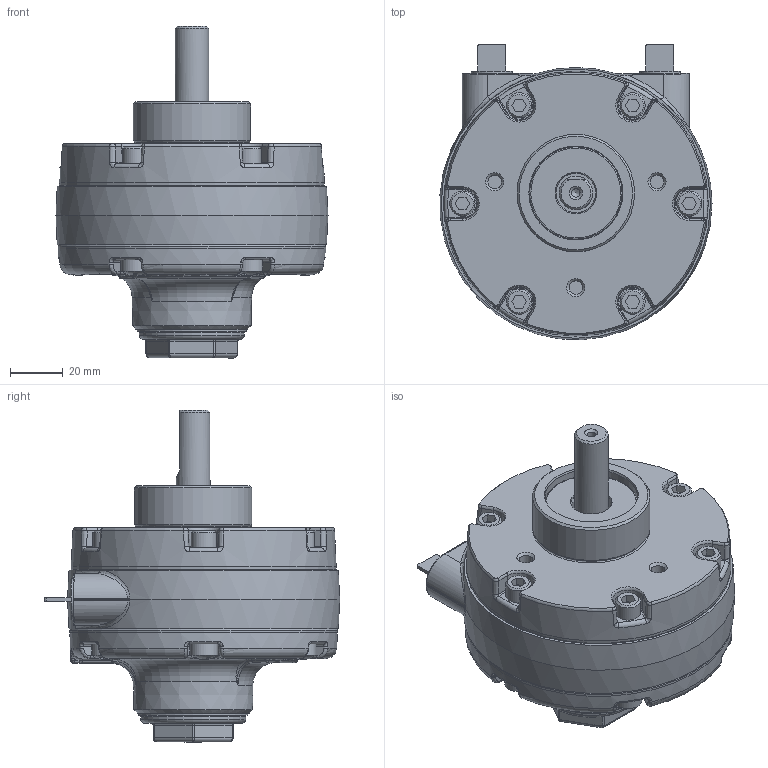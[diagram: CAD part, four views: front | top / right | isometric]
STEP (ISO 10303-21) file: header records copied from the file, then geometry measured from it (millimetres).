
FILE_DESCRIPTION (( 'STEP AP214' ), '1' );
FILE_NAME ('2AM-NRV-89.STEP', '2025-05-05T13:45:20', ( '' ), ( '' ), 'SwSTEP 2.0', 'SolidWorks 2023', '' );
FILE_SCHEMA (( 'AUTOMOTIVE_DESIGN' ));
Length unit declared in the file: inch
Products named in the file (26): BB631; AS802; AC728; AA466B; AM467; AK597; AK598; AK600; AA299J; BB636; am466; B330; AM307D; 2AM-NRV-89; AE451A
Assembly tree (22 placements, depth 2):
  AM467
  AK598
  AA299J
  am466
  2AM-NRV-89
    AK597
    B330
    B330
    AC728
    AS802
    AA466B
    AM307D
    BB636
    BB636
    BB636
    BB636
    BB636
    BB636
    BB631
    BB631
    BB631
    BB631
    BB631
    BB631
    AE451A  x2
    AK600
Bounding box: 102.75 x 111.57 x 125.4 mm (x, y, z)
Volume: 172002.1 mm3; surface area: 89180.4 mm2
Topology: 24 solids, 24 shells, 765 faces, 1786 edges, 1104 vertices
Faces by surface type: plane 249, cylinder 208, bspline 116, cone 88, torus 82, sphere 22
Full cylindrical faces by diameter (mm): 3.175 x1, 5.105 x3, 5.334 x1, 6.35 x12, 8.357 x2, 9.525 x6, 10.516 x6, 10.541 x2, 11.176 x2, 12.705 x1, 15.469 x2, 15.748 x1, 31.242 x1, 31.75 x1, 32.487 x1, 32.995 x1, 33.274 x1, 33.325 x1, 34.925 x1, 35.027 x1, 39.624 x1, 41.275 x1, 42.972 x2, 44.374 x1, 94.487 x5, 98.425 x2
Entity records: 27167 total; most frequent: CARTESIAN_POINT 9794, DIRECTION 3198, ORIENTED_EDGE 3150, EDGE_CURVE 1575, AXIS2_PLACEMENT_3D 1373, VERTEX_POINT 1027, EDGE_LOOP 958, FACE_OUTER_BOUND 821
